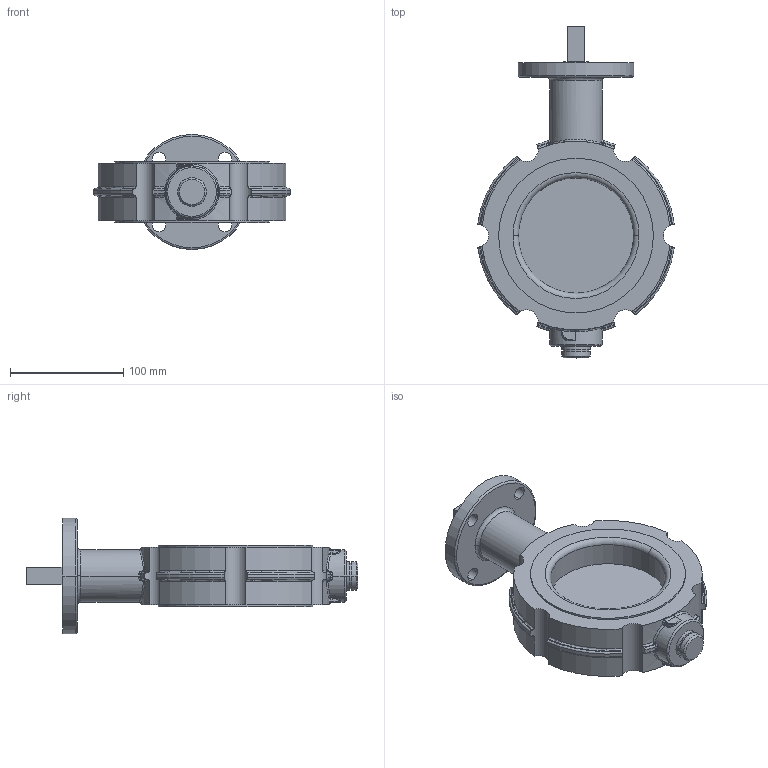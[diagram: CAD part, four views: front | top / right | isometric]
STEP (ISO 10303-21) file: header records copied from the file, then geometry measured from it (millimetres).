
FILE_DESCRIPTION((''),'2;1');
FILE_NAME('779073','2012-02-20T',('sobri'),(''),'PRO/ENGINEER BY PARAMETRIC TECHNOLOGY CORPORATION, 2011180','PRO/ENGINEER BY PARAMETRIC TECHNOLOGY CORPORATION, 2011180','');
FILE_SCHEMA(('CONFIG_CONTROL_DESIGN'));
Length unit declared in the file: inch
Products named in the file (1): 779073
Bounding box: 173.44 x 292.89 x 101.6 mm (x, y, z)
Volume: 954310.8 mm3; surface area: 119857.3 mm2
Topology: 1 solids, 1 shells, 207 faces, 502 edges, 306 vertices
Faces by surface type: cylinder 72, torus 48, plane 41, bspline 34, sphere 10, cone 2
Entity records: 8009 total; most frequent: CARTESIAN_POINT 3276, ORIENTED_EDGE 1004, DIRECTION 990, EDGE_CURVE 502, AXIS2_PLACEMENT_3D 439, VERTEX_POINT 306, CIRCLE 266, EDGE_LOOP 224
